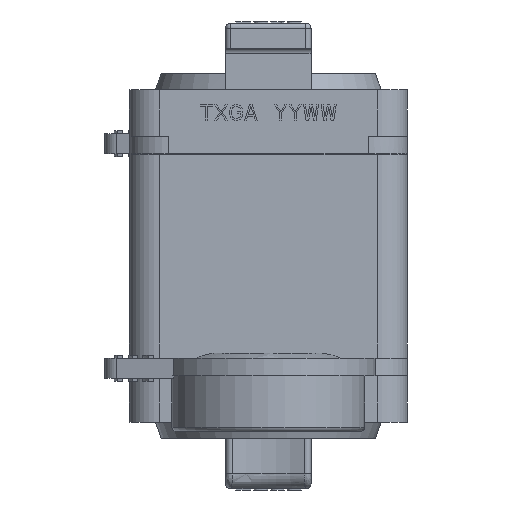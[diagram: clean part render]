
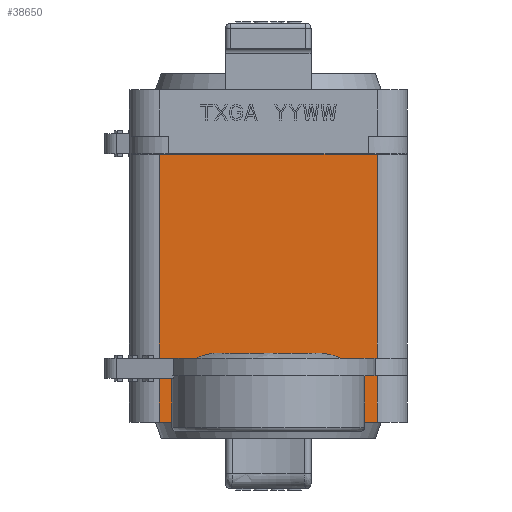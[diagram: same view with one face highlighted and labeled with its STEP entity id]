
A CAD part, front view. The second image highlights one B-rep face of the part: STEP entity #38650.
In plain terms, the highlighted planar face has unit normal (0, -1, 0).
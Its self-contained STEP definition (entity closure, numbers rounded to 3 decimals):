
#11768=DIRECTION('',(0.,0.,1.));
#11769=VECTOR('',#11768,4.6);
#11770=CARTESIAN_POINT('',(10.85,-17.513,-19.09));
#11771=LINE('',#11770,#11769);
#11776=DIRECTION('',(1.,0.,0.));
#11777=VECTOR('',#11776,10.75);
#11778=CARTESIAN_POINT('',(-5.375,-17.513,-14.49));
#11779=LINE('',#11778,#11777);
#11780=DIRECTION('',(1.,0.,0.));
#11781=VECTOR('',#11780,0.9);
#11782=CARTESIAN_POINT('',(-10.85,-17.513,-12.71));
#11783=LINE('',#11782,#11781);
#11784=DIRECTION('',(-1.,0.,0.));
#11785=VECTOR('',#11784,21.7);
#11786=CARTESIAN_POINT('',(10.85,-17.513,7.59));
#11787=LINE('',#11786,#11785);
#11788=DIRECTION('',(1.,0.,0.));
#11789=VECTOR('',#11788,0.9);
#11790=CARTESIAN_POINT('',(9.95,-17.513,-12.71));
#11791=LINE('',#11790,#11789);
#11792=DIRECTION('',(1.,0.,0.));
#11793=VECTOR('',#11792,0.9);
#11794=CARTESIAN_POINT('',(9.95,-17.513,-14.49));
#11795=LINE('',#11794,#11793);
#11796=DIRECTION('',(-1.,0.,0.));
#11797=VECTOR('',#11796,21.7);
#11798=CARTESIAN_POINT('',(10.85,-17.513,-19.09));
#11799=LINE('',#11798,#11797);
#11800=DIRECTION('',(1.,0.,0.));
#11801=VECTOR('',#11800,0.9);
#11802=CARTESIAN_POINT('',(-10.85,-17.513,-14.49));
#11803=LINE('',#11802,#11801);
#11804=DIRECTION('',(0.,0.,1.));
#11805=VECTOR('',#11804,1.78);
#11806=CARTESIAN_POINT('',(5.375,-17.513,-14.49));
#11807=LINE('',#11806,#11805);
#11876=DIRECTION('',(1.,0.,0.));
#11877=VECTOR('',#11876,10.75);
#11878=CARTESIAN_POINT('',(-5.375,-17.513,-12.71));
#11879=LINE('',#11878,#11877);
#14389=DIRECTION('',(0.,0.,-1.));
#14390=VECTOR('',#14389,1.78);
#14391=CARTESIAN_POINT('',(-5.375,-17.513,-12.71));
#14392=LINE('',#14391,#14390);
#14706=DIRECTION('',(0.,0.,-1.));
#14707=VECTOR('',#14706,1.78);
#14708=CARTESIAN_POINT('',(-9.95,-17.513,-12.71));
#14709=LINE('',#14708,#14707);
#14768=DIRECTION('',(0.,0.,-1.));
#14769=VECTOR('',#14768,4.6);
#14770=CARTESIAN_POINT('',(-10.85,-17.513,-14.49));
#14771=LINE('',#14770,#14769);
#16320=DIRECTION('',(0.,0.,1.));
#16321=VECTOR('',#16320,1.78);
#16322=CARTESIAN_POINT('',(9.95,-17.513,-14.49));
#16323=LINE('',#16322,#16321);
#16324=DIRECTION('',(0.,0.,1.));
#16325=VECTOR('',#16324,20.3);
#16326=CARTESIAN_POINT('',(10.85,-17.513,-12.71));
#16327=LINE('',#16326,#16325);
#16360=DIRECTION('',(0.,0.,-1.));
#16361=VECTOR('',#16360,20.3);
#16362=CARTESIAN_POINT('',(-10.85,-17.513,7.59));
#16363=LINE('',#16362,#16361);
#17233=CARTESIAN_POINT('',(10.85,-17.513,-12.71));
#17235=VERTEX_POINT('',#17233);
#17238=CARTESIAN_POINT('',(-10.85,-17.513,-12.71));
#17240=VERTEX_POINT('',#17238);
#17255=CARTESIAN_POINT('',(10.85,-17.513,7.59));
#17256=VERTEX_POINT('',#17255);
#17257=CARTESIAN_POINT('',(-10.85,-17.513,7.59));
#17258=VERTEX_POINT('',#17257);
#19766=CARTESIAN_POINT('',(10.85,-17.513,-14.49));
#19768=VERTEX_POINT('',#19766);
#19777=CARTESIAN_POINT('',(-10.85,-17.513,-14.49));
#19779=VERTEX_POINT('',#19777);
#19782=CARTESIAN_POINT('',(10.85,-17.513,-19.09));
#19784=VERTEX_POINT('',#19782);
#19795=CARTESIAN_POINT('',(-10.85,-17.513,-19.09));
#19796=VERTEX_POINT('',#19795);
#21841=CARTESIAN_POINT('',(-9.95,-17.513,-14.49));
#21843=VERTEX_POINT('',#21841);
#21850=CARTESIAN_POINT('',(9.95,-17.513,-14.49));
#21852=VERTEX_POINT('',#21850);
#21861=CARTESIAN_POINT('',(-5.375,-17.513,-14.49));
#21862=CARTESIAN_POINT('',(5.375,-17.513,-14.49));
#21863=VERTEX_POINT('',#21861);
#21864=VERTEX_POINT('',#21862);
#21873=CARTESIAN_POINT('',(-5.375,-17.513,-12.71));
#21874=CARTESIAN_POINT('',(5.375,-17.513,-12.71));
#21875=VERTEX_POINT('',#21873);
#21876=VERTEX_POINT('',#21874);
#21877=CARTESIAN_POINT('',(-9.95,-17.513,-12.71));
#21879=VERTEX_POINT('',#21877);
#21886=CARTESIAN_POINT('',(9.95,-17.513,-12.71));
#21888=VERTEX_POINT('',#21886);
#38614=CARTESIAN_POINT('',(0.,-17.513,-16.79));
#38615=DIRECTION('',(0.,1.,0.));
#38616=DIRECTION('',(1.,0.,0.));
#38617=AXIS2_PLACEMENT_3D('',#38614,#38615,#38616);
#38618=PLANE('',#38617);
#38620=ORIENTED_EDGE('',*,*,#38619,.F.);
#38621=ORIENTED_EDGE('',*,*,#38459,.F.);
#38623=ORIENTED_EDGE('',*,*,#38622,.F.);
#38624=ORIENTED_EDGE('',*,*,#38392,.F.);
#38626=ORIENTED_EDGE('',*,*,#38625,.F.);
#38627=ORIENTED_EDGE('',*,*,#38487,.F.);
#38629=ORIENTED_EDGE('',*,*,#38628,.F.);
#38631=ORIENTED_EDGE('',*,*,#38630,.T.);
#38632=ORIENTED_EDGE('',*,*,#38605,.F.);
#38633=ORIENTED_EDGE('',*,*,#38573,.T.);
#38635=ORIENTED_EDGE('',*,*,#38634,.F.);
#38637=ORIENTED_EDGE('',*,*,#38636,.T.);
#38638=EDGE_LOOP('',(#38620,#38621,#38623,#38624,#38626,#38627,#38629,#38631,
#38632,#38633,#38635,#38637));
#38639=FACE_OUTER_BOUND('',#38638,.F.);
#38641=ORIENTED_EDGE('',*,*,#38640,.T.);
#38643=ORIENTED_EDGE('',*,*,#38642,.F.);
#38645=ORIENTED_EDGE('',*,*,#38644,.T.);
#38647=ORIENTED_EDGE('',*,*,#38646,.T.);
#38648=EDGE_LOOP('',(#38641,#38643,#38645,#38647));
#38649=FACE_BOUND('',#38648,.F.);
#38650=ADVANCED_FACE('',(#38639,#38649),#38618,.F.);
#38392=EDGE_CURVE('',#17256,#17258,#11787,.T.);
#38459=EDGE_CURVE('',#17240,#21879,#11783,.T.);
#38487=EDGE_CURVE('',#21888,#17235,#11791,.T.);
#38573=EDGE_CURVE('',#19784,#19796,#11799,.T.);
#38605=EDGE_CURVE('',#19784,#19768,#11771,.T.);
#38619=EDGE_CURVE('',#21879,#21843,#14709,.T.);
#38622=EDGE_CURVE('',#17258,#17240,#16363,.T.);
#38625=EDGE_CURVE('',#17235,#17256,#16327,.T.);
#38628=EDGE_CURVE('',#21852,#21888,#16323,.T.);
#38630=EDGE_CURVE('',#21852,#19768,#11795,.T.);
#38634=EDGE_CURVE('',#19779,#19796,#14771,.T.);
#38636=EDGE_CURVE('',#19779,#21843,#11803,.T.);
#38640=EDGE_CURVE('',#21864,#21876,#11807,.T.);
#38642=EDGE_CURVE('',#21875,#21876,#11879,.T.);
#38644=EDGE_CURVE('',#21875,#21863,#14392,.T.);
#38646=EDGE_CURVE('',#21863,#21864,#11779,.T.);
